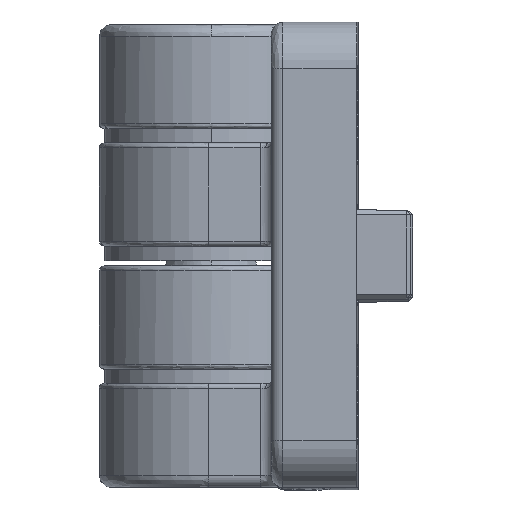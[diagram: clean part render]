
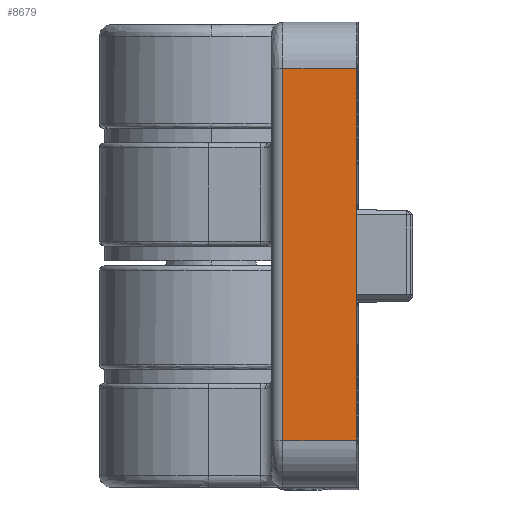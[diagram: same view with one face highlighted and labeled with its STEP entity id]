
A CAD part, left-side view. The second image highlights one B-rep face of the part: STEP entity #8679.
In plain terms, the highlighted planar face has unit normal (-1, 0.004, 0).
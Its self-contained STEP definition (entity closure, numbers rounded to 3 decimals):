
#193 = DIRECTION ( 'NONE',  ( -0.004, -1., 0. ) ) ;
#228 = DIRECTION ( 'NONE',  ( -0.004, -1., 0. ) ) ;
#261 = CARTESIAN_POINT ( 'NONE',  ( -23.427, -0.43, 14.803 ) ) ;
#2683 = LINE ( 'NONE', #3347, #2986 ) ;
#2986 = VECTOR ( 'NONE', #7204, 1000. ) ;
#3285 = ORIENTED_EDGE ( 'NONE', *, *, #11717, .F. ) ;
#3340 = AXIS2_PLACEMENT_3D ( 'NONE', #4868, #7624, #193 ) ;
#3347 = CARTESIAN_POINT ( 'NONE',  ( -23.466, -9.93, -12.197 ) ) ;
#3523 = CARTESIAN_POINT ( 'NONE',  ( -23.466, -9.93, -9.197 ) ) ;
#3724 = VECTOR ( 'NONE', #3965, 1000. ) ;
#3841 = ORIENTED_EDGE ( 'NONE', *, *, #4970, .T. ) ;
#3965 = DIRECTION ( 'NONE',  ( 0., 0., -1. ) ) ;
#4031 = CARTESIAN_POINT ( 'NONE',  ( -23.447, -5.18, 14.803 ) ) ;
#4070 = EDGE_CURVE ( 'NONE', #10787, #10045, #7401, .T. ) ;
#4089 = CARTESIAN_POINT ( 'NONE',  ( -23.444, -4.43, -9.197 ) ) ;
#4168 = EDGE_CURVE ( 'NONE', #8129, #9532, #5335, .T. ) ;
#4868 = CARTESIAN_POINT ( 'NONE',  ( -23.444, -4.43, -12.197 ) ) ;
#4970 = EDGE_CURVE ( 'NONE', #10787, #9532, #5197, .T. ) ;
#5197 = LINE ( 'NONE', #5819, #3724 ) ;
#5335 = LINE ( 'NONE', #4089, #8681 ) ;
#5647 = PLANE ( 'NONE',  #3340 ) ;
#5819 = CARTESIAN_POINT ( 'NONE',  ( -23.447, -5.18, -12.197 ) ) ;
#6299 = CARTESIAN_POINT ( 'NONE',  ( -23.466, -9.93, 14.803 ) ) ;
#7115 = ORIENTED_EDGE ( 'NONE', *, *, #4168, .F. ) ;
#7204 = DIRECTION ( 'NONE',  ( 0., 0., -1. ) ) ;
#7401 = LINE ( 'NONE', #261, #8989 ) ;
#7624 = DIRECTION ( 'NONE',  ( -1., 0.004, 0. ) ) ;
#7723 = DIRECTION ( 'NONE',  ( 0.004, 1., 0. ) ) ;
#8129 = VERTEX_POINT ( 'NONE', #3523 ) ;
#8679 = ADVANCED_FACE ( 'NONE', ( #11803 ), #5647, .T. ) ;
#8681 = VECTOR ( 'NONE', #7723, 1000. ) ;
#8989 = VECTOR ( 'NONE', #228, 1000. ) ;
#9532 = VERTEX_POINT ( 'NONE', #9694 ) ;
#9671 = ORIENTED_EDGE ( 'NONE', *, *, #4070, .F. ) ;
#9694 = CARTESIAN_POINT ( 'NONE',  ( -23.447, -5.18, -9.197 ) ) ;
#10045 = VERTEX_POINT ( 'NONE', #6299 ) ;
#10787 = VERTEX_POINT ( 'NONE', #4031 ) ;
#11717 = EDGE_CURVE ( 'NONE', #10045, #8129, #2683, .T. ) ;
#11724 = EDGE_LOOP ( 'NONE', ( #7115, #3285, #9671, #3841 ) ) ;
#11803 = FACE_OUTER_BOUND ( 'NONE', #11724, .T. ) ;
